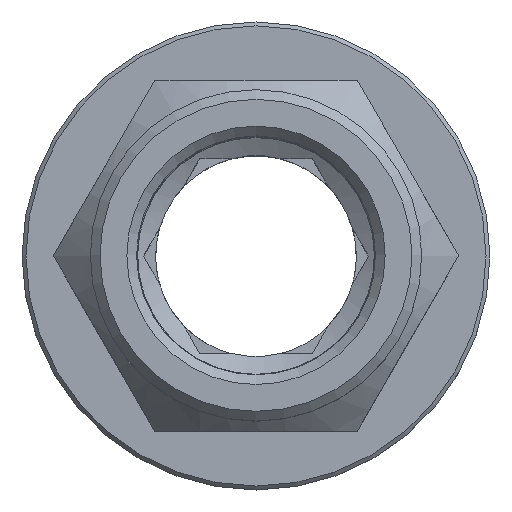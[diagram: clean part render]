
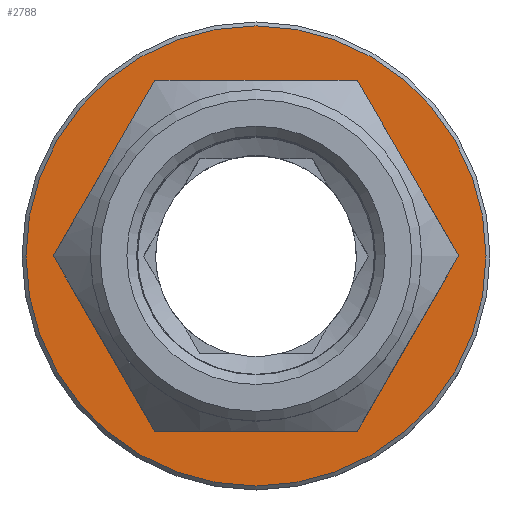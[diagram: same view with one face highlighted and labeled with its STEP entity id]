
A CAD part, top view. The second image highlights one B-rep face of the part: STEP entity #2788.
In plain terms, the highlighted face is planar.
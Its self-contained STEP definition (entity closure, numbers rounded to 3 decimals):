
#44=VECTOR('',#2219,1.);
#47=VECTOR('',#2224,1.);
#49=VECTOR('',#2228,1.);
#51=VECTOR('',#2232,1.);
#53=VECTOR('',#2236,1.);
#54=VECTOR('',#2239,1.);
#86=LINE('',#2514,#44);
#89=LINE('',#2519,#47);
#91=LINE('',#2523,#49);
#93=LINE('',#2527,#51);
#95=LINE('',#2531,#53);
#96=LINE('',#2533,#54);
#793=PLANE('',#2705);
#961=ORIENTED_EDGE('',*,*,#1269,.T.);
#962=ORIENTED_EDGE('',*,*,#1268,.F.);
#963=ORIENTED_EDGE('',*,*,#1258,.F.);
#964=ORIENTED_EDGE('',*,*,#1261,.F.);
#965=ORIENTED_EDGE('',*,*,#1263,.F.);
#966=ORIENTED_EDGE('',*,*,#1265,.F.);
#967=ORIENTED_EDGE('',*,*,#1267,.F.);
#1086=CIRCLE('',#2706,11.8);
#1162=VERTEX_POINT('',#2511);
#1163=VERTEX_POINT('',#2513);
#1164=VERTEX_POINT('',#2517);
#1165=VERTEX_POINT('',#2521);
#1166=VERTEX_POINT('',#2525);
#1167=VERTEX_POINT('',#2529);
#1168=VERTEX_POINT('',#2535);
#1258=EDGE_CURVE('',#1162,#1163,#86,.T.);
#1261=EDGE_CURVE('',#1164,#1162,#89,.T.);
#1263=EDGE_CURVE('',#1165,#1164,#91,.T.);
#1265=EDGE_CURVE('',#1166,#1165,#93,.T.);
#1267=EDGE_CURVE('',#1167,#1166,#95,.T.);
#1268=EDGE_CURVE('',#1163,#1167,#96,.T.);
#1269=EDGE_CURVE('',#1168,#1168,#1086,.T.);
#1361=EDGE_LOOP('',(#961));
#1362=EDGE_LOOP('',(#962,#963,#964,#965,#966,#967));
#1467=FACE_BOUND('',#1361,.T.);
#1468=FACE_BOUND('',#1362,.T.);
#2219=DIRECTION('',(-5.196,0.,-9.));
#2224=DIRECTION('',(5.196,0.,-9.));
#2228=DIRECTION('',(10.392,0.,0.));
#2232=DIRECTION('',(5.196,0.,9.));
#2236=DIRECTION('',(-5.196,0.,9.));
#2239=DIRECTION('',(-10.392,0.,0.));
#2240=DIRECTION('',(0.,1.,0.));
#2241=DIRECTION('',(1.,0.,0.));
#2242=DIRECTION('',(0.,1.,0.));
#2243=DIRECTION('',(0.,0.,11.8));
#2511=CARTESIAN_POINT('',(25.512,26.424,0.));
#2513=CARTESIAN_POINT('',(20.316,26.424,-9.));
#2514=CARTESIAN_POINT('',(25.512,26.424,0.));
#2517=CARTESIAN_POINT('',(20.316,26.424,9.));
#2519=CARTESIAN_POINT('',(20.316,26.424,9.));
#2521=CARTESIAN_POINT('',(9.924,26.424,9.));
#2523=CARTESIAN_POINT('',(9.924,26.424,9.));
#2525=CARTESIAN_POINT('',(4.728,26.424,0.));
#2527=CARTESIAN_POINT('',(4.728,26.424,0.));
#2529=CARTESIAN_POINT('',(9.924,26.424,-9.));
#2531=CARTESIAN_POINT('',(9.924,26.424,-9.));
#2533=CARTESIAN_POINT('',(20.316,26.424,-9.));
#2534=CARTESIAN_POINT('',(15.12,26.424,11.8));
#2535=CARTESIAN_POINT('',(15.12,26.424,11.8));
#2536=CARTESIAN_POINT('',(15.12,26.424,0.));
#2705=AXIS2_PLACEMENT_3D('',#2534,#2240,#2241);
#2706=AXIS2_PLACEMENT_3D('',#2536,#2242,#2243);
#2788=ADVANCED_FACE('',(#1467,#1468),#793,.T.);
